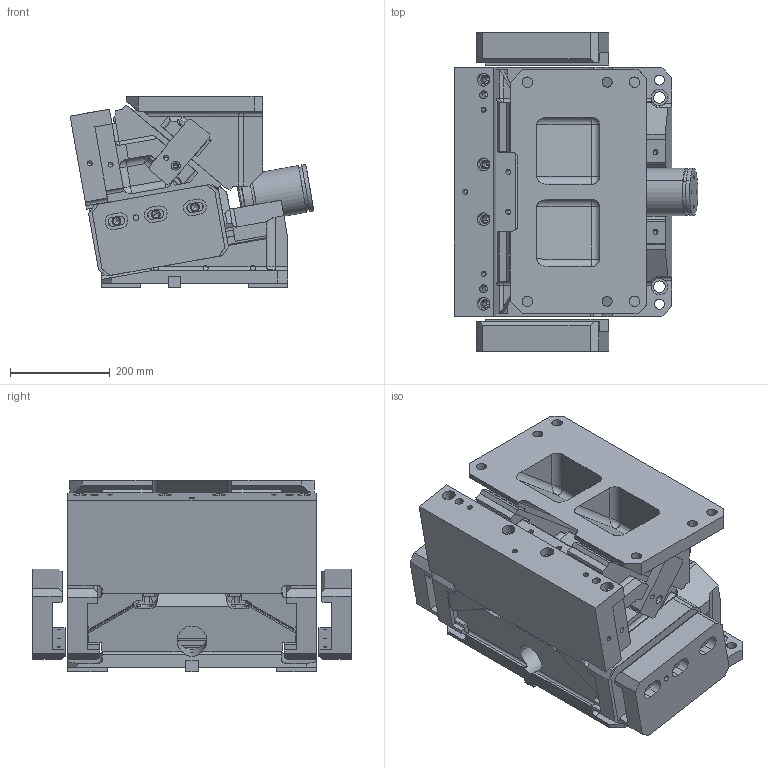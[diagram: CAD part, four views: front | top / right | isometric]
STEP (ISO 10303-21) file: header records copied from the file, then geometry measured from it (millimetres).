
FILE_DESCRIPTION(('CATIA V5 STEP','CAx-IF Rec.Pracs.--- Model Styling and Organization---1.4--- 2014-01-23'),'2;1');
FILE_NAME('HS_UT_0500_10__IND_09__22622__SCHIEBERADAPTER_PART__2020_12_07.stp','2020-12-07T12:13:32+00:00',('none'),('none'),'CATIA Version 5-6 Release 2018 SP3 HF13','CATIA V5 STEP AP203 WITH EXTENSIONS','none');
FILE_SCHEMA(('CONFIG_CONTROL_DESIGN','SHAPE_APPEARANCE_LAYER_MIM'));
Products named in the file (1): HS_UT_0500_10__IND_09__22622__SCHIEBERADAPTER_PART__2020_12_07
Bounding box: 489.51 x 640 x 384 mm (x, y, z)
Volume: 50229346.2 mm3; surface area: 3271706.7 mm2
Topology: 12 solids, 15 shells, 2059 faces, 5383 edges, 3334 vertices
Faces by surface type: cylinder 929, plane 865, cone 157, sphere 46, torus 34, revolution 20, extrusion 4, bspline 4
Entity records: 60950 total; most frequent: CARTESIAN_POINT 14563, ORIENTED_EDGE 10364, DIRECTION 7625, EDGE_CURVE 5182, VERTEX_POINT 3330, AXIS2_PLACEMENT_3D 3192, VECTOR 3000, LINE 2996
